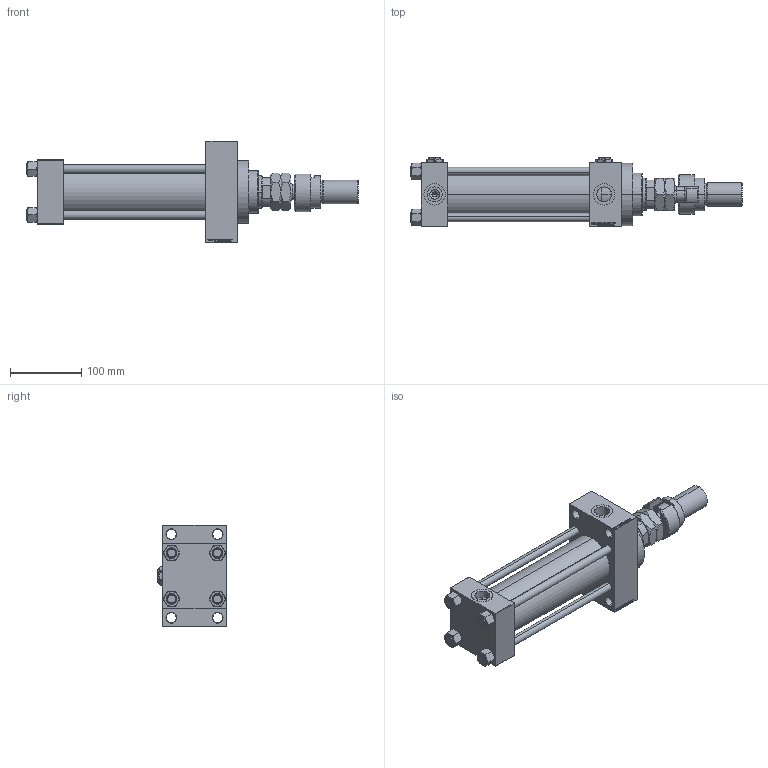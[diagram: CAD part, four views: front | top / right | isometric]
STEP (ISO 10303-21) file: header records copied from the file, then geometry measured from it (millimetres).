
FILE_DESCRIPTION (( 'STEP AP203' ), '1' );
FILE_NAME ('0dda.STEP', '2022-09-14T00:54:31', ( '' ), ( '' ), 'SwSTEP 2.0', 'SolidWorks 2019', '' );
FILE_SCHEMA (( 'CONFIG_CONTROL_DESIGN' ));
Length unit declared in the file: millimetre
Products named in the file (10): DFA 9ae531df7e47054f68923627d65fbdff; V215CR_VCP_D 9ae531df7e47054f68923627d65fbdff; FEMALE_PART_FOR_DFA 9ae531df7e47054f68923627d65fbdff; V215CR_D_Body 9ae531df7e47054f68923627d65fbdff; V215CR_D_TYCINKA 9ae531df7e47054f68923627d65fbdff; NUT_M5_D 9ae531df7e47054f68923627d65fbdff; MFA 9ae531df7e47054f68923627d65fbdff; Zatka_pro_OIL_PORT 9ae531df7e47054f68923627d65fbdff; V215_VC_A 9ae531df7e47054f68923627d65fbdff; 0dda
Assembly tree (16 placements, depth 3):
  0dda
    V215CR_D_Body 9ae531df7e47054f68923627d65fbdff
    V215CR_VCP_D 9ae531df7e47054f68923627d65fbdff
    NUT_M5_D 9ae531df7e47054f68923627d65fbdff  x4
    V215CR_D_TYCINKA 9ae531df7e47054f68923627d65fbdff  x4
    V215_VC_A 9ae531df7e47054f68923627d65fbdff
    DFA 9ae531df7e47054f68923627d65fbdff
      FEMALE_PART_FOR_DFA 9ae531df7e47054f68923627d65fbdff
      MFA 9ae531df7e47054f68923627d65fbdff
    Zatka_pro_OIL_PORT 9ae531df7e47054f68923627d65fbdff  x2
Bounding box: 465 x 97 x 142 mm (x, y, z)
Volume: 1689565.3 mm3; surface area: 346729.1 mm2
Topology: 15 solids, 15 shells, 1288 faces, 3166 edges, 2026 vertices
Faces by surface type: plane 572, bspline 368, cone 226, cylinder 110, torus 12
Entity records: 52170 total; most frequent: CARTESIAN_POINT 26533, ORIENTED_EDGE 5632, DIRECTION 3816, EDGE_CURVE 2816, VERTEX_POINT 1824, LINE 1610, VECTOR 1610, EDGE_LOOP 1266
